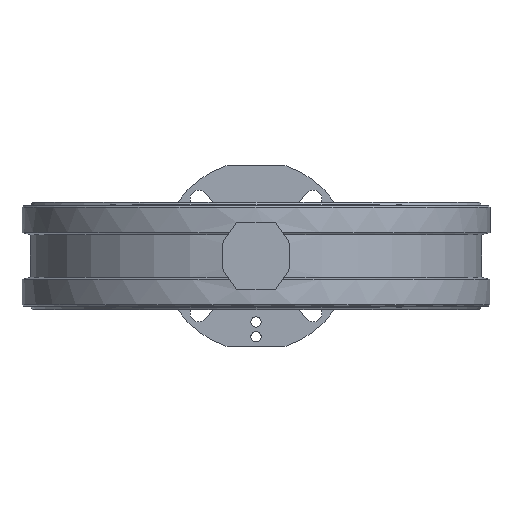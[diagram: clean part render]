
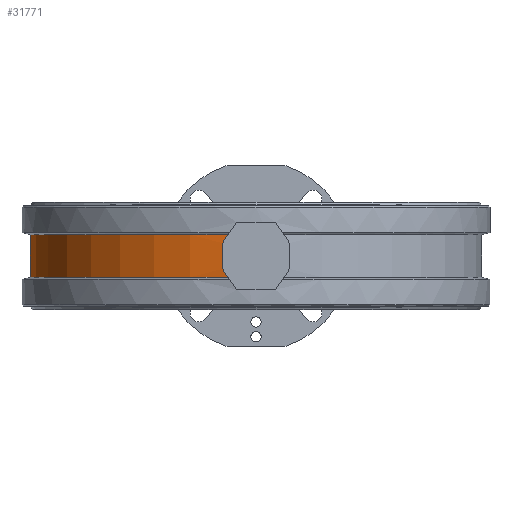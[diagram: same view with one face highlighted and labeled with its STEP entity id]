
A CAD part, front view. The second image highlights one B-rep face of the part: STEP entity #31771.
In plain terms, the highlighted cylindrical face has radius 175 mm (diameter 350 mm), a partial arc.
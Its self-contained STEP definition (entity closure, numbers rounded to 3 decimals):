
#292 = CARTESIAN_POINT ( 'NONE',  ( -23.013, -173.487, -14.345 ) ) ;
#588 = CARTESIAN_POINT ( 'NONE',  ( -21.515, -173.672, 16.523 ) ) ;
#702 = CARTESIAN_POINT ( 'NONE',  ( -70.9, 159.994, 55.8 ) ) ;
#1001 = CARTESIAN_POINT ( 'NONE',  ( 0., 0., 16.523 ) ) ;
#1841 = CIRCLE ( 'NONE', #25449, 175. ) ;
#1915 = EDGE_CURVE ( 'NONE', #15197, #22429, #31460, .T. ) ;
#2050 = DIRECTION ( 'NONE',  ( 0., 0., -1. ) ) ;
#2109 = EDGE_CURVE ( 'NONE', #21329, #15197, #36200, .T. ) ;
#3000 = ORIENTED_EDGE ( 'NONE', *, *, #2109, .T. ) ;
#3418 = CARTESIAN_POINT ( 'NONE',  ( -23.013, -173.487, 14.345 ) ) ;
#3479 = CARTESIAN_POINT ( 'NONE',  ( -71.177, 159.871, -7. ) ) ;
#3635 = CARTESIAN_POINT ( 'NONE',  ( -21.515, -173.672, -16.523 ) ) ;
#3836 = AXIS2_PLACEMENT_3D ( 'NONE', #32615, #2050, #5139 ) ;
#4084 = DIRECTION ( 'NONE',  ( 1., 0., 0. ) ) ;
#4182 = EDGE_CURVE ( 'NONE', #26136, #25780, #34920, .T. ) ;
#4953 = CARTESIAN_POINT ( 'NONE',  ( -70.9, 159.994, -16.523 ) ) ;
#5139 = DIRECTION ( 'NONE',  ( -1., 0., 0. ) ) ;
#5846 = DIRECTION ( 'NONE',  ( 0., 0., 1. ) ) ;
#6729 = CARTESIAN_POINT ( 'NONE',  ( -26., -173.058, 10. ) ) ;
#6837 = DIRECTION ( 'NONE',  ( 0., 0., -1. ) ) ;
#8459 = CARTESIAN_POINT ( 'NONE',  ( -21.515, -173.672, 16.523 ) ) ;
#8976 = DIRECTION ( 'NONE',  ( 0., 0., -1. ) ) ;
#9026 = VERTEX_POINT ( 'NONE', #8459 ) ;
#9442 = VECTOR ( 'NONE', #8976, 1000. ) ;
#9519 = EDGE_CURVE ( 'NONE', #12561, #25780, #15397, .T. ) ;
#10365 = DIRECTION ( 'NONE',  ( 0., 0., -1. ) ) ;
#10410 = LINE ( 'NONE', #24135, #9442 ) ;
#10555 = DIRECTION ( 'NONE',  ( 0., 0., -1. ) ) ;
#10730 = AXIS2_PLACEMENT_3D ( 'NONE', #36394, #5846, #18138 ) ;
#10896 = CARTESIAN_POINT ( 'NONE',  ( -26., -173.058, -10. ) ) ;
#11162 = CARTESIAN_POINT ( 'NONE',  ( -70.9, 159.994, -7. ) ) ;
#12561 = VERTEX_POINT ( 'NONE', #4953 ) ;
#12803 = VECTOR ( 'NONE', #10365, 1000. ) ;
#12887 = EDGE_CURVE ( 'NONE', #20824, #20544, #31259, .T. ) ;
#13130 = CARTESIAN_POINT ( 'NONE',  ( 0., 0., 7. ) ) ;
#13305 = ORIENTED_EDGE ( 'NONE', *, *, #1915, .T. ) ;
#13762 = DIRECTION ( 'NONE',  ( 0., 0., 1. ) ) ;
#14365 = ORIENTED_EDGE ( 'NONE', *, *, #9519, .T. ) ;
#14491 = EDGE_CURVE ( 'NONE', #9026, #16205, #26849, .T. ) ;
#14974 = CARTESIAN_POINT ( 'NONE',  ( -26., -173.058, 10. ) ) ;
#15197 = VERTEX_POINT ( 'NONE', #3479 ) ;
#15397 = CIRCLE ( 'NONE', #20885, 175. ) ;
#16039 = AXIS2_PLACEMENT_3D ( 'NONE', #1001, #22324, #4084 ) ;
#16189 = DIRECTION ( 'NONE',  ( -1., 0., 0. ) ) ;
#16205 = VERTEX_POINT ( 'NONE', #14974 ) ;
#17035 = LINE ( 'NONE', #702, #31367 ) ;
#17807 = CARTESIAN_POINT ( 'NONE',  ( -21.515, -173.672, -16.523 ) ) ;
#18138 = DIRECTION ( 'NONE',  ( 1., 0., 0. ) ) ;
#19945 = ORIENTED_EDGE ( 'NONE', *, *, #14491, .F. ) ;
#19969 = ORIENTED_EDGE ( 'NONE', *, *, #32073, .F. ) ;
#20544 = VERTEX_POINT ( 'NONE', #37732 ) ;
#20824 = VERTEX_POINT ( 'NONE', #33426 ) ;
#20885 = AXIS2_PLACEMENT_3D ( 'NONE', #32031, #13762, #35094 ) ;
#20939 = ORIENTED_EDGE ( 'NONE', *, *, #4182, .F. ) ;
#21198 = VECTOR ( 'NONE', #10555, 1000. ) ;
#21329 = VERTEX_POINT ( 'NONE', #22952 ) ;
#21765 = CYLINDRICAL_SURFACE ( 'NONE', #10730, 175. ) ;
#22324 = DIRECTION ( 'NONE',  ( 0., 0., 1. ) ) ;
#22429 = VERTEX_POINT ( 'NONE', #11162 ) ;
#22952 = CARTESIAN_POINT ( 'NONE',  ( -71.177, 159.871, 7. ) ) ;
#23650 = CIRCLE ( 'NONE', #16039, 175. ) ;
#23821 = ORIENTED_EDGE ( 'NONE', *, *, #29359, .F. ) ;
#24135 = CARTESIAN_POINT ( 'NONE',  ( -26., -173.058, 55.8 ) ) ;
#24222 = CARTESIAN_POINT ( 'NONE',  ( -71.177, 159.871, 55.8 ) ) ;
#24695 = CARTESIAN_POINT ( 'NONE',  ( -24.508, -173.282, -12.17 ) ) ;
#24983 = CARTESIAN_POINT ( 'NONE',  ( -24.508, -173.282, 12.17 ) ) ;
#25449 = AXIS2_PLACEMENT_3D ( 'NONE', #13130, #34466, #16189 ) ;
#25780 = VERTEX_POINT ( 'NONE', #3635 ) ;
#26136 = VERTEX_POINT ( 'NONE', #34281 ) ;
#26849 =( BOUNDED_CURVE ( )  B_SPLINE_CURVE ( 3, ( #588, #3418, #24983, #6729 ),
 .UNSPECIFIED., .F., .T. ) 
 B_SPLINE_CURVE_WITH_KNOTS ( ( 4, 4 ),
 ( 1.694, 1.72 ),
 .UNSPECIFIED. ) 
 CURVE ( )  GEOMETRIC_REPRESENTATION_ITEM ( )  RATIONAL_B_SPLINE_CURVE ( ( 1., 1., 1., 1. ) ) 
 REPRESENTATION_ITEM ( '' )  );
#27774 = EDGE_LOOP ( 'NONE', ( #13305, #30885, #14365, #20939, #23821, #19945, #19969, #30504, #31055, #3000 ) ) ;
#29359 = EDGE_CURVE ( 'NONE', #16205, #26136, #10410, .T. ) ;
#30335 = EDGE_CURVE ( 'NONE', #21329, #20544, #1841, .T. ) ;
#30504 = ORIENTED_EDGE ( 'NONE', *, *, #12887, .T. ) ;
#30885 = ORIENTED_EDGE ( 'NONE', *, *, #31045, .T. ) ;
#31045 = EDGE_CURVE ( 'NONE', #22429, #12561, #17035, .T. ) ;
#31055 = ORIENTED_EDGE ( 'NONE', *, *, #30335, .F. ) ;
#31259 = LINE ( 'NONE', #31463, #21198 ) ;
#31367 = VECTOR ( 'NONE', #6837, 1000. ) ;
#31460 = CIRCLE ( 'NONE', #3836, 175. ) ;
#31463 = CARTESIAN_POINT ( 'NONE',  ( -70.9, 159.994, 55.8 ) ) ;
#31771 = ADVANCED_FACE ( 'NONE', ( #32790 ), #21765, .T. ) ;
#32031 = CARTESIAN_POINT ( 'NONE',  ( 0., 0., -16.523 ) ) ;
#32073 = EDGE_CURVE ( 'NONE', #20824, #9026, #23650, .T. ) ;
#32615 = CARTESIAN_POINT ( 'NONE',  ( 0., 0., -7. ) ) ;
#32790 = FACE_OUTER_BOUND ( 'NONE', #27774, .T. ) ;
#33426 = CARTESIAN_POINT ( 'NONE',  ( -70.9, 159.994, 16.523 ) ) ;
#34281 = CARTESIAN_POINT ( 'NONE',  ( -26., -173.058, -10. ) ) ;
#34466 = DIRECTION ( 'NONE',  ( 0., 0., -1. ) ) ;
#34920 =( BOUNDED_CURVE ( )  B_SPLINE_CURVE ( 3, ( #10896, #24695, #292, #17807 ),
 .UNSPECIFIED., .F., .F. ) 
 B_SPLINE_CURVE_WITH_KNOTS ( ( 4, 4 ),
 ( 1.422, 1.448 ),
 .UNSPECIFIED. ) 
 CURVE ( )  GEOMETRIC_REPRESENTATION_ITEM ( )  RATIONAL_B_SPLINE_CURVE ( ( 1., 1., 1., 1. ) ) 
 REPRESENTATION_ITEM ( '' )  );
#35094 = DIRECTION ( 'NONE',  ( 1., 0., 0. ) ) ;
#36200 = LINE ( 'NONE', #24222, #12803 ) ;
#36394 = CARTESIAN_POINT ( 'NONE',  ( 0., 0., 55.8 ) ) ;
#37732 = CARTESIAN_POINT ( 'NONE',  ( -70.9, 159.994, 7. ) ) ;
